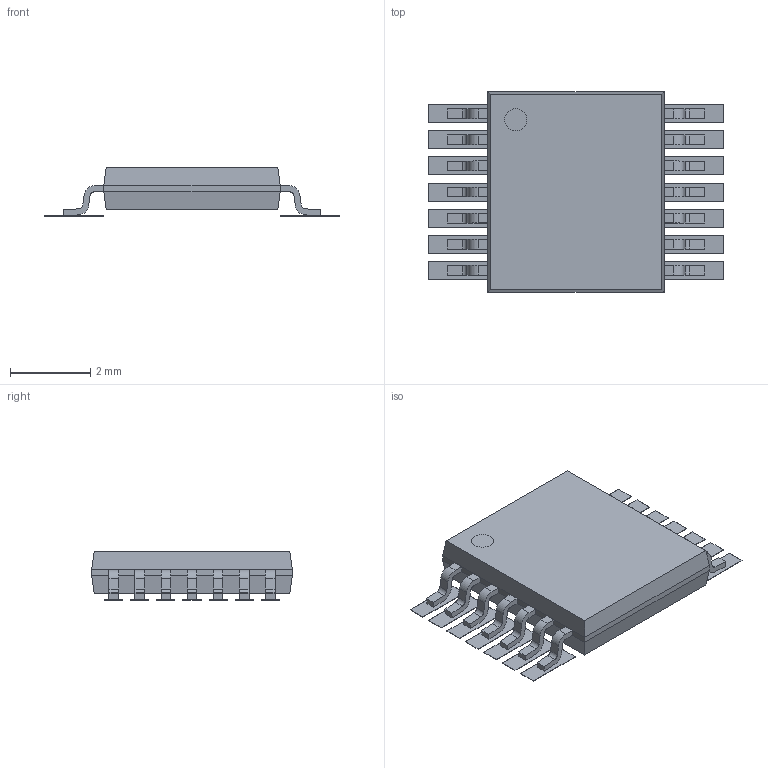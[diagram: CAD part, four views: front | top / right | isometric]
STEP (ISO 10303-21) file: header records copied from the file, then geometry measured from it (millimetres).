
FILE_DESCRIPTION(('FreeCAD Model'),'2;1');
FILE_NAME('Open CASCADE Shape Model','2023-11-17T17:05:40',('Author'),( ''),'Open CASCADE STEP processor 7.6','FreeCAD','Unknown');
FILE_SCHEMA(('AUTOMOTIVE_DESIGN { 1 0 10303 214 1 1 1 1 }'));
Length unit declared in the file: millimetre
Products named in the file (9): "TXU0304QPWRQ1"-fp; topPads; F.SilkS_; F.SilkS_outline_; F.CrtYd_; F.CrtYd_outline_; F.Fab_; F.Fab_outline_; PW14
Assembly tree (8 placements, depth 2):
  "TXU0304QPWRQ1"-fp
    topPads
    F.SilkS_
    F.SilkS_outline_
    F.CrtYd_
    F.CrtYd_outline_
    F.Fab_
    F.Fab_outline_
    PW14
Bounding box: 7.35 x 5 x 1.21 mm (x, y, z)
Volume: 23.4 mm3; surface area: 97.4 mm2
Topology: 30 solids, 30 shells, 301 faces, 782 edges, 612 vertices
Faces by surface type: plane 241, cylinder 60
Entity records: 9699 total; most frequent: CARTESIAN_POINT 1704, DIRECTION 1550, ORIENTED_EDGE 1424, EDGE_CURVE 712, LINE 634, VECTOR 634, VERTEX_POINT 472, AXIS2_PLACEMENT_3D 458
